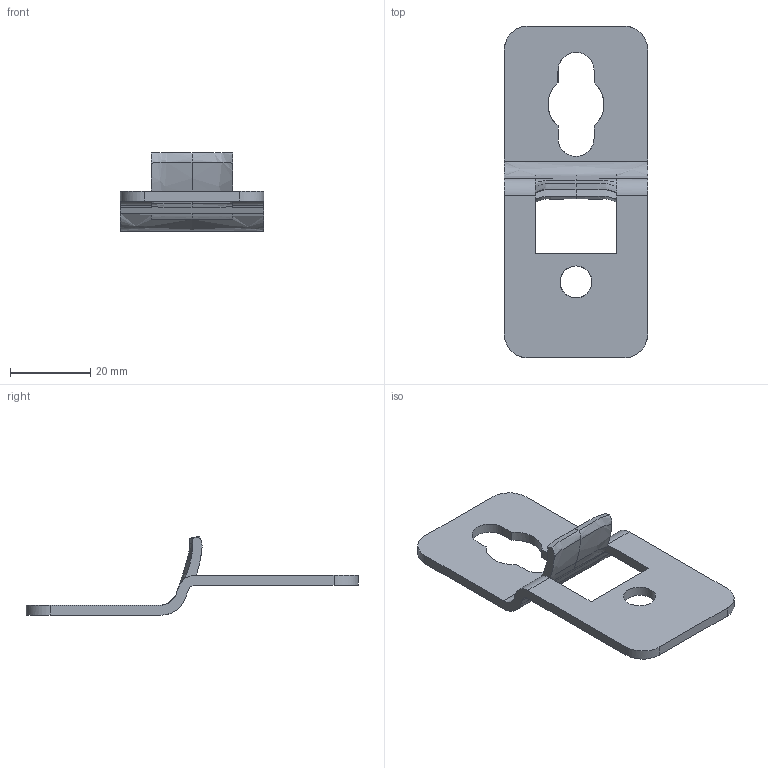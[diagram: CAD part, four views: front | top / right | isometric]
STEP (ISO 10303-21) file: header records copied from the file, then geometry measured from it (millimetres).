
FILE_DESCRIPTION((''),'2;1');
FILE_NAME('X65525_SOPORTE_SUJECION_PARED.stp', '2016-12-09T09:12:30',('User'),('SDRC'),'I-DEAS Master Series 9','UNIX', 'Yes');
FILE_SCHEMA(('CONFIG_CONTROL_DESIGN', 'GEOMETRIC_VALIDATION_PROPERTIES_MIM','SHAPE_APPEARANCE_LAYER_MIM'));
Length unit declared in the file: millimetre
Bounding box: 35.85 x 83 x 19.56 mm (x, y, z)
Volume: 6629.4 mm3; surface area: 6357.1 mm2
Topology: 1 solids, 1 shells, 62 faces, 173 edges, 111 vertices
Faces by surface type: bspline 62
Entity records: 2540 total; most frequent: CARTESIAN_POINT 1421, ORIENTED_EDGE 346, EDGE_CURVE 173, VERTEX_POINT 111, B_SPLINE_CURVE_WITH_KNOTS 94, EDGE_LOOP 66, FACE_OUTER_BOUND 62, ADVANCED_FACE 62
